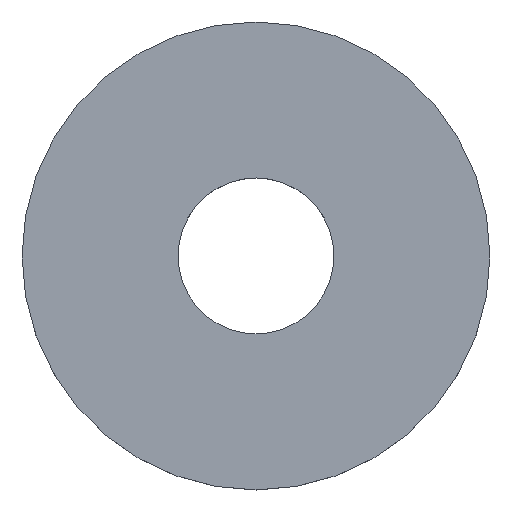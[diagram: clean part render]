
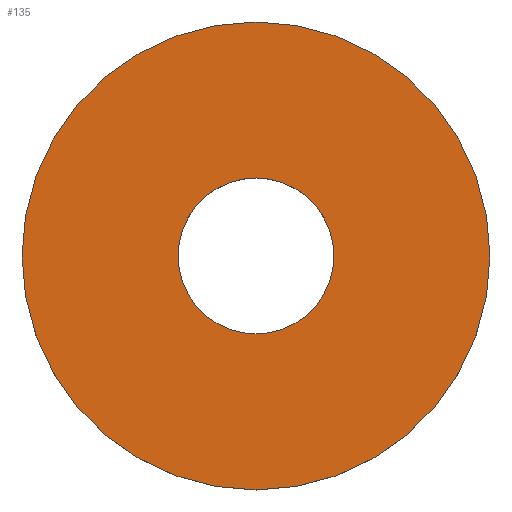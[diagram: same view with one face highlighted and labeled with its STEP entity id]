
A CAD part, top view. The second image highlights one B-rep face of the part: STEP entity #135.
In plain terms, the highlighted planar face has unit normal (0, 0, 1).
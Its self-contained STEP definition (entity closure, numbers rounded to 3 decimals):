
#1 = EDGE_CURVE ( 'NONE', #47, #47, #103, .T. ) ;
#2 = FACE_BOUND ( 'NONE', #134, .T. ) ;
#4 = ORIENTED_EDGE ( 'NONE', *, *, #55, .F. ) ;
#7 = AXIS2_PLACEMENT_3D ( 'NONE', #78, #102, #137 ) ;
#10 = CARTESIAN_POINT ( 'NONE',  ( 0., 7.5, 1.2 ) ) ;
#29 = CARTESIAN_POINT ( 'NONE',  ( 0., 0., 1.2 ) ) ;
#31 = EDGE_LOOP ( 'NONE', ( #4 ) ) ;
#34 = VERTEX_POINT ( 'NONE', #10 ) ;
#44 = PLANE ( 'NONE',  #7 ) ;
#47 = VERTEX_POINT ( 'NONE', #53 ) ;
#50 = CARTESIAN_POINT ( 'NONE',  ( 0., 0., 1.2 ) ) ;
#52 = CIRCLE ( 'NONE', #106, 7.5 ) ;
#53 = CARTESIAN_POINT ( 'NONE',  ( 0., 2.5, 1.2 ) ) ;
#55 = EDGE_CURVE ( 'NONE', #34, #34, #52, .T. ) ;
#61 = ORIENTED_EDGE ( 'NONE', *, *, #1, .T. ) ;
#62 = DIRECTION ( 'NONE',  ( 0., 1., 0. ) ) ;
#63 = DIRECTION ( 'NONE',  ( 0., 1., 0. ) ) ;
#78 = CARTESIAN_POINT ( 'NONE',  ( 0., 2.5, 1.2 ) ) ;
#81 = DIRECTION ( 'NONE',  ( 0., 0., -1. ) ) ;
#90 = FACE_OUTER_BOUND ( 'NONE', #31, .T. ) ;
#102 = DIRECTION ( 'NONE',  ( 0., 0., 1. ) ) ;
#103 = CIRCLE ( 'NONE', #163, 2.5 ) ;
#106 = AXIS2_PLACEMENT_3D ( 'NONE', #29, #148, #63 ) ;
#134 = EDGE_LOOP ( 'NONE', ( #61 ) ) ;
#135 = ADVANCED_FACE ( 'NONE', ( #2, #90 ), #44, .T. ) ;
#137 = DIRECTION ( 'NONE',  ( 0., -1., 0. ) ) ;
#148 = DIRECTION ( 'NONE',  ( 0., 0., -1. ) ) ;
#163 = AXIS2_PLACEMENT_3D ( 'NONE', #50, #81, #62 ) ;
